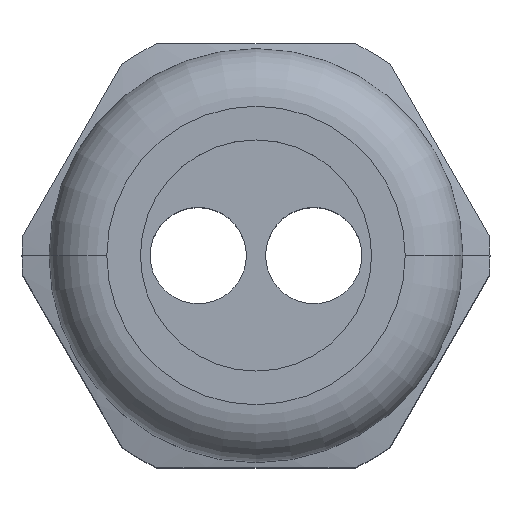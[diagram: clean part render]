
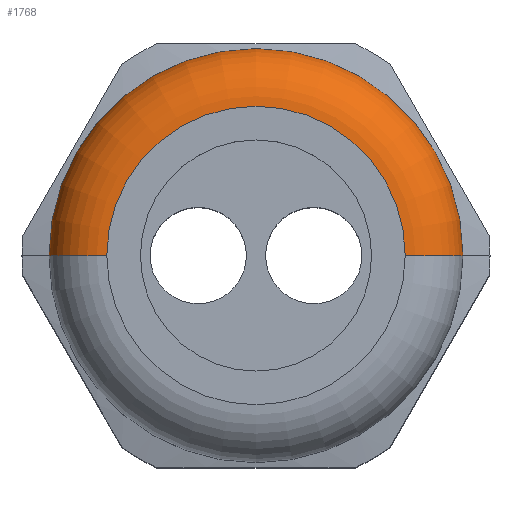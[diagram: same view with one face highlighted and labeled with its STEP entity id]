
A CAD part, top view. The second image highlights one B-rep face of the part: STEP entity #1768.
In plain terms, the highlighted toroidal (fillet/blend) face has major radius 7.75 mm and minor radius 3 mm.
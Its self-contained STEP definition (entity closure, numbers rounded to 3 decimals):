
#61 = AXIS2_PLACEMENT_3D ( 'NONE', #320, #324, #325 ) ;
#62 = AXIS2_PLACEMENT_3D ( 'NONE', #317, #318, #319 ) ;
#69 = AXIS2_PLACEMENT_3D ( 'NONE', #296, #297, #298 ) ;
#77 = AXIS2_PLACEMENT_3D ( 'NONE', #290, #294, #295 ) ;
#290 = CARTESIAN_POINT ( 'NONE',  ( -7.75, 0., 26.5 ) ) ;
#294 = DIRECTION ( 'NONE',  ( 0., 1., 0. ) ) ;
#295 = DIRECTION ( 'NONE',  ( -1., 0., 0. ) ) ;
#296 = CARTESIAN_POINT ( 'NONE',  ( 0., 0., 26.5 ) ) ;
#297 = DIRECTION ( 'NONE',  ( 0., 0., -1. ) ) ;
#298 = DIRECTION ( 'NONE',  ( 1., 0., 0. ) ) ;
#317 = CARTESIAN_POINT ( 'NONE',  ( 7.75, 0., 26.5 ) ) ;
#318 = DIRECTION ( 'NONE',  ( 0., -1., 0. ) ) ;
#319 = DIRECTION ( 'NONE',  ( 0., 0., -1. ) ) ;
#320 = CARTESIAN_POINT ( 'NONE',  ( 0., 0., 29.5 ) ) ;
#324 = DIRECTION ( 'NONE',  ( 0., 0., 1. ) ) ;
#325 = DIRECTION ( 'NONE',  ( 1., 0., 0. ) ) ;
#411 = CARTESIAN_POINT ( 'NONE',  ( 10.75, 0., 26.5 ) ) ;
#412 = CARTESIAN_POINT ( 'NONE',  ( -10.75, 0., 26.5 ) ) ;
#428 = CARTESIAN_POINT ( 'NONE',  ( -7.75, 0., 29.5 ) ) ;
#475 = CARTESIAN_POINT ( 'NONE',  ( 7.75, 0., 29.5 ) ) ;
#863 = VERTEX_POINT ( 'NONE', #475 ) ;
#910 = VERTEX_POINT ( 'NONE', #428 ) ;
#926 = VERTEX_POINT ( 'NONE', #412 ) ;
#927 = VERTEX_POINT ( 'NONE', #411 ) ;
#958 = ORIENTED_EDGE ( 'NONE', *, *, #1846, .F. ) ;
#959 = ORIENTED_EDGE ( 'NONE', *, *, #1855, .F. ) ;
#967 = EDGE_LOOP ( 'NONE', ( #958, #1036, #959, #1037 ) ) ;
#1036 = ORIENTED_EDGE ( 'NONE', *, *, #1845, .T. ) ;
#1037 = ORIENTED_EDGE ( 'NONE', *, *, #1853, .F. ) ;
#1111 = CIRCLE ( 'NONE', #61, 7.75 ) ;
#1112 = CIRCLE ( 'NONE', #62, 3. ) ;
#1116 = CIRCLE ( 'NONE', #69, 10.75 ) ;
#1117 = CIRCLE ( 'NONE', #77, 3. ) ;
#1154 = TOROIDAL_SURFACE ( 'NONE', #1551, 7.75, 3. ) ;
#1271 = DIRECTION ( 'NONE',  ( 1., 0., 0. ) ) ;
#1272 = DIRECTION ( 'NONE',  ( 0., 0., 1. ) ) ;
#1273 = CARTESIAN_POINT ( 'NONE',  ( 0., 0., 26.5 ) ) ;
#1551 = AXIS2_PLACEMENT_3D ( 'NONE', #1273, #1272, #1271 ) ;
#1558 = FACE_OUTER_BOUND ( 'NONE', #967, .T. ) ;
#1768 = ADVANCED_FACE ( 'NONE', ( #1558 ), #1154, .T. ) ;
#1845 = EDGE_CURVE ( 'NONE', #926, #910, #1117, .T. ) ;
#1846 = EDGE_CURVE ( 'NONE', #926, #927, #1116, .T. ) ;
#1853 = EDGE_CURVE ( 'NONE', #927, #863, #1112, .T. ) ;
#1855 = EDGE_CURVE ( 'NONE', #863, #910, #1111, .T. ) ;
